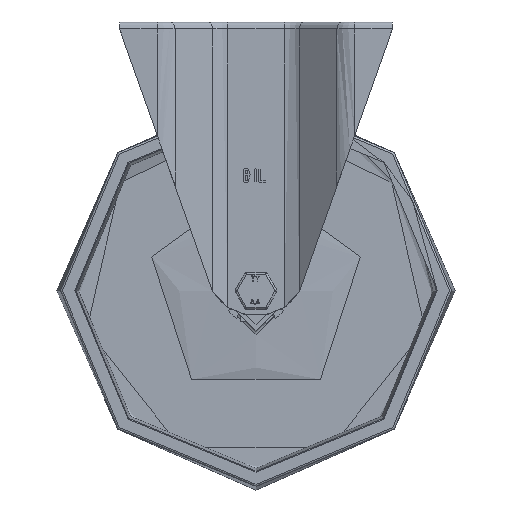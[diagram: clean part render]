
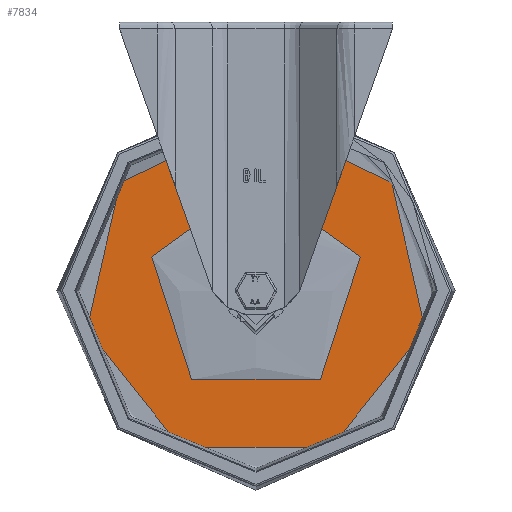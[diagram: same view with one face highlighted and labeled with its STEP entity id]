
A CAD part, front view. The second image highlights one B-rep face of the part: STEP entity #7834.
In plain terms, the highlighted planar face has unit normal (0, -1, 0).
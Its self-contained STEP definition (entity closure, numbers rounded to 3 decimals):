
#236=FACE_BOUND('',#1374,.T.);
#325=PLANE('',#8610);
#878=FACE_OUTER_BOUND('',#1373,.T.);
#1373=EDGE_LOOP('',(#6013));
#1374=EDGE_LOOP('',(#6014));
#3017=CIRCLE('',#8575,87.143);
#3018=CIRCLE('',#8576,55.);
#3498=VERTEX_POINT('',#12551);
#3499=VERTEX_POINT('',#12581);
#4388=EDGE_CURVE('',#3498,#3498,#3017,.T.);
#4389=EDGE_CURVE('',#3499,#3499,#3018,.T.);
#6013=ORIENTED_EDGE('',*,*,#4388,.F.);
#6014=ORIENTED_EDGE('',*,*,#4389,.T.);
#7834=ADVANCED_FACE('',(#878,#236),#325,.T.);
#8575=AXIS2_PLACEMENT_3D('',#12553,#9948,#9949);
#8576=AXIS2_PLACEMENT_3D('',#12582,#9950,#9951);
#8610=AXIS2_PLACEMENT_3D('',#12664,#10023,#10024);
#9948=DIRECTION('center_axis',(0.,1.,0.));
#9949=DIRECTION('ref_axis',(-1.,0.,0.));
#9950=DIRECTION('center_axis',(0.,1.,0.));
#9951=DIRECTION('ref_axis',(-1.,0.,0.));
#10023=DIRECTION('center_axis',(0.,-1.,0.));
#10024=DIRECTION('ref_axis',(1.,0.,0.));
#12551=CARTESIAN_POINT('',(0.,-4.75,87.143));
#12553=CARTESIAN_POINT('Origin',(0.,-4.75,
0.));
#12581=CARTESIAN_POINT('',(0.,-4.75,55.));
#12582=CARTESIAN_POINT('Origin',(0.,-4.75,
0.));
#12664=CARTESIAN_POINT('Origin',(-71.071,-4.75,0.));
